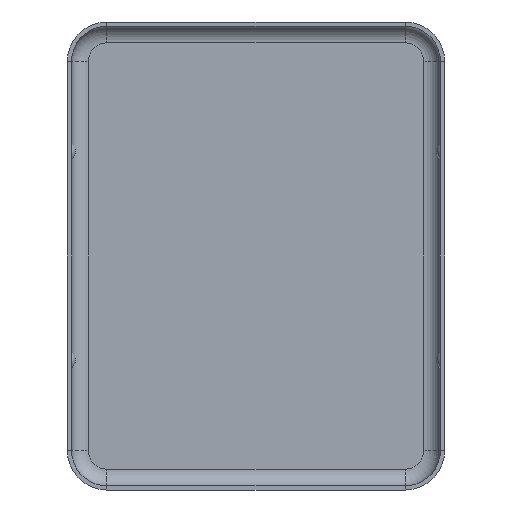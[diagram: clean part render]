
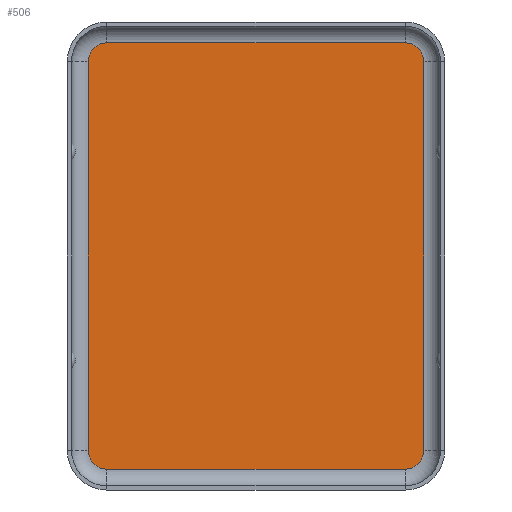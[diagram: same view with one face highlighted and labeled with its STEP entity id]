
A CAD part, front view. The second image highlights one B-rep face of the part: STEP entity #506.
In plain terms, the highlighted planar face has unit normal (0, -1, 0).
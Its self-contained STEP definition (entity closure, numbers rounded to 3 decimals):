
#20 = ORIENTED_EDGE ( 'NONE', *, *, #643, .T. ) ;
#29 = CARTESIAN_POINT ( 'NONE',  ( -8.05, 0., 0. ) ) ;
#33 = ORIENTED_EDGE ( 'NONE', *, *, #1317, .F. ) ;
#130 = AXIS2_PLACEMENT_3D ( 'NONE', #732, #1482, #489 ) ;
#138 = LINE ( 'NONE', #674, #753 ) ;
#185 = DIRECTION ( 'NONE',  ( 0., 0., -1. ) ) ;
#265 = ORIENTED_EDGE ( 'NONE', *, *, #1042, .T. ) ;
#266 = AXIS2_PLACEMENT_3D ( 'NONE', #915, #817, #1069 ) ;
#302 = CARTESIAN_POINT ( 'NONE',  ( -7.15, 0., -9.325 ) ) ;
#319 = FACE_OUTER_BOUND ( 'NONE', #635, .T. ) ;
#343 = CARTESIAN_POINT ( 'NONE',  ( -8.05, 0., 9.325 ) ) ;
#349 = DIRECTION ( 'NONE',  ( -1., 0., 0. ) ) ;
#363 = EDGE_CURVE ( 'NONE', #1465, #599, #978, .T. ) ;
#396 = CARTESIAN_POINT ( 'NONE',  ( 8.05, 0., -9.325 ) ) ;
#399 = CARTESIAN_POINT ( 'NONE',  ( 7.15, 0., 10.225 ) ) ;
#405 = VERTEX_POINT ( 'NONE', #1358 ) ;
#411 = EDGE_CURVE ( 'NONE', #851, #427, #908, .T. ) ;
#427 = VERTEX_POINT ( 'NONE', #1609 ) ;
#467 = CIRCLE ( 'NONE', #266, 0.9 ) ;
#489 = DIRECTION ( 'NONE',  ( 0., 0., -1. ) ) ;
#498 = EDGE_CURVE ( 'NONE', #851, #1525, #1336, .T. ) ;
#506 = ADVANCED_FACE ( 'NONE', ( #319 ), #909, .T. ) ;
#599 = VERTEX_POINT ( 'NONE', #396 ) ;
#623 = AXIS2_PLACEMENT_3D ( 'NONE', #302, #801, #1174 ) ;
#635 = EDGE_LOOP ( 'NONE', ( #33, #882, #1030, #20, #265, #709, #1578, #774 ) ) ;
#641 = VERTEX_POINT ( 'NONE', #1303 ) ;
#643 = EDGE_CURVE ( 'NONE', #1465, #973, #467, .T. ) ;
#645 = VECTOR ( 'NONE', #767, 1000. ) ;
#647 = AXIS2_PLACEMENT_3D ( 'NONE', #901, #1534, #778 ) ;
#674 = CARTESIAN_POINT ( 'NONE',  ( 7.15, 0., 10.225 ) ) ;
#684 = CARTESIAN_POINT ( 'NONE',  ( 8.05, 0., 0. ) ) ;
#709 = ORIENTED_EDGE ( 'NONE', *, *, #411, .F. ) ;
#732 = CARTESIAN_POINT ( 'NONE',  ( -7.15, 0., 9.325 ) ) ;
#753 = VECTOR ( 'NONE', #1041, 1000. ) ;
#767 = DIRECTION ( 'NONE',  ( 0., 0., -1. ) ) ;
#774 = ORIENTED_EDGE ( 'NONE', *, *, #1398, .T. ) ;
#778 = DIRECTION ( 'NONE',  ( 0., 0., 1. ) ) ;
#780 = CARTESIAN_POINT ( 'NONE',  ( 7.15, 0., -9.325 ) ) ;
#793 = CIRCLE ( 'NONE', #623, 0.9 ) ;
#801 = DIRECTION ( 'NONE',  ( 0., -1., 0. ) ) ;
#817 = DIRECTION ( 'NONE',  ( 0., -1., 0. ) ) ;
#838 = CARTESIAN_POINT ( 'NONE',  ( 8.05, 0., 9.325 ) ) ;
#851 = VERTEX_POINT ( 'NONE', #343 ) ;
#882 = ORIENTED_EDGE ( 'NONE', *, *, #1019, .F. ) ;
#887 = CIRCLE ( 'NONE', #647, 0.9 ) ;
#896 = DIRECTION ( 'NONE',  ( 0., -1., 0. ) ) ;
#901 = CARTESIAN_POINT ( 'NONE',  ( 7.15, 0., -9.325 ) ) ;
#908 = CIRCLE ( 'NONE', #130, 0.9 ) ;
#909 = PLANE ( 'NONE',  #992 ) ;
#915 = CARTESIAN_POINT ( 'NONE',  ( 7.15, 0., 9.325 ) ) ;
#950 = CARTESIAN_POINT ( 'NONE',  ( -8.05, 0., -9.325 ) ) ;
#973 = VERTEX_POINT ( 'NONE', #399 ) ;
#978 = LINE ( 'NONE', #684, #1590 ) ;
#992 = AXIS2_PLACEMENT_3D ( 'NONE', #780, #896, #1155 ) ;
#1019 = EDGE_CURVE ( 'NONE', #599, #405, #887, .T. ) ;
#1030 = ORIENTED_EDGE ( 'NONE', *, *, #363, .F. ) ;
#1041 = DIRECTION ( 'NONE',  ( -1., 0., 0. ) ) ;
#1042 = EDGE_CURVE ( 'NONE', #973, #427, #138, .T. ) ;
#1069 = DIRECTION ( 'NONE',  ( 0., 0., -1. ) ) ;
#1155 = DIRECTION ( 'NONE',  ( 0., 0., -1. ) ) ;
#1174 = DIRECTION ( 'NONE',  ( 0., 0., 1. ) ) ;
#1303 = CARTESIAN_POINT ( 'NONE',  ( -7.15, 0., -10.225 ) ) ;
#1317 = EDGE_CURVE ( 'NONE', #405, #641, #1607, .T. ) ;
#1336 = LINE ( 'NONE', #29, #645 ) ;
#1347 = CARTESIAN_POINT ( 'NONE',  ( 7.15, 0., -10.225 ) ) ;
#1358 = CARTESIAN_POINT ( 'NONE',  ( 7.15, 0., -10.225 ) ) ;
#1398 = EDGE_CURVE ( 'NONE', #1525, #641, #793, .T. ) ;
#1428 = VECTOR ( 'NONE', #349, 1000. ) ;
#1465 = VERTEX_POINT ( 'NONE', #838 ) ;
#1482 = DIRECTION ( 'NONE',  ( 0., 1., 0. ) ) ;
#1525 = VERTEX_POINT ( 'NONE', #950 ) ;
#1534 = DIRECTION ( 'NONE',  ( 0., 1., 0. ) ) ;
#1578 = ORIENTED_EDGE ( 'NONE', *, *, #498, .T. ) ;
#1590 = VECTOR ( 'NONE', #185, 1000. ) ;
#1607 = LINE ( 'NONE', #1347, #1428 ) ;
#1609 = CARTESIAN_POINT ( 'NONE',  ( -7.15, 0., 10.225 ) ) ;
